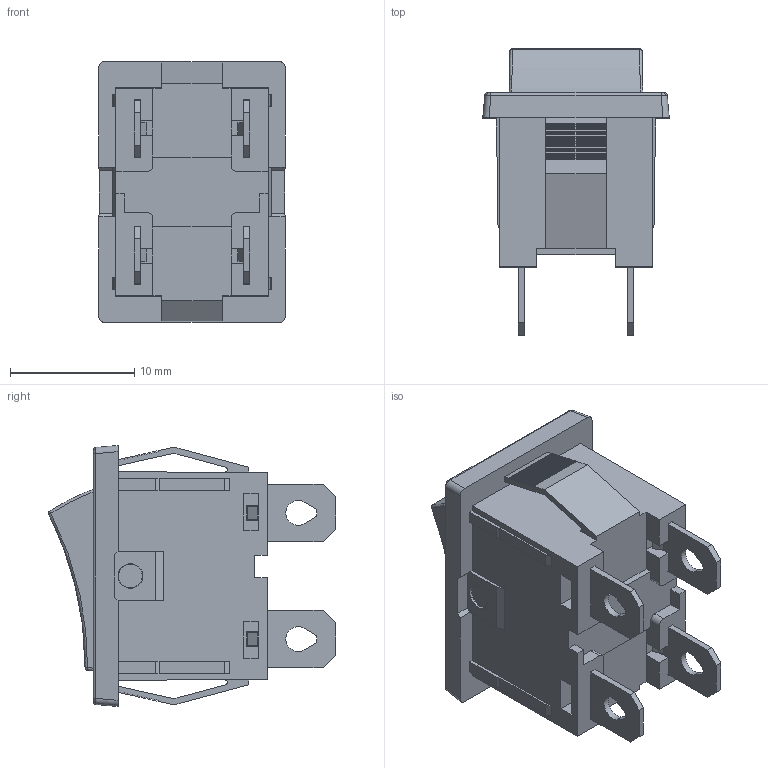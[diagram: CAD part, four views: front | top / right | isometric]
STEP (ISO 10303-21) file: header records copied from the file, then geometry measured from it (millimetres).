
FILE_DESCRIPTION (( 'STEP AP214' ), '1' );
FILE_NAME ('On off switch.STEP', '2015-08-01T20:43:35', ( '' ), ( '' ), 'SwSTEP 2.0', 'SolidWorks 2012', '' );
FILE_SCHEMA (( 'AUTOMOTIVE_DESIGN' ));
Length unit declared in the file: millimetre
Products named in the file (8): On off switch spring; On off switch click; On off switch pin3; On off switch pin1; On off switch pin2; On off switch button; On off switch base; On off switch
Assembly tree (8 placements, depth 2):
  On off switch
    On off switch base
    On off switch button
    On off switch pin2  x2
    On off switch pin1
    On off switch pin3
    On off switch click
    On off switch spring
Bounding box: 15 x 23.1 x 21 mm (x, y, z)
Volume: 1677.2 mm3; surface area: 4839 mm2
Topology: 8 solids, 8 shells, 689 faces, 1870 edges, 1183 vertices
Faces by surface type: plane 561, cylinder 105, bspline 19, sphere 4
Entity records: 21633 total; most frequent: CARTESIAN_POINT 5017, ORIENTED_EDGE 3546, DIRECTION 3151, EDGE_CURVE 1773, LINE 1509, VECTOR 1509, VERTEX_POINT 1125, AXIS2_PLACEMENT_3D 821
